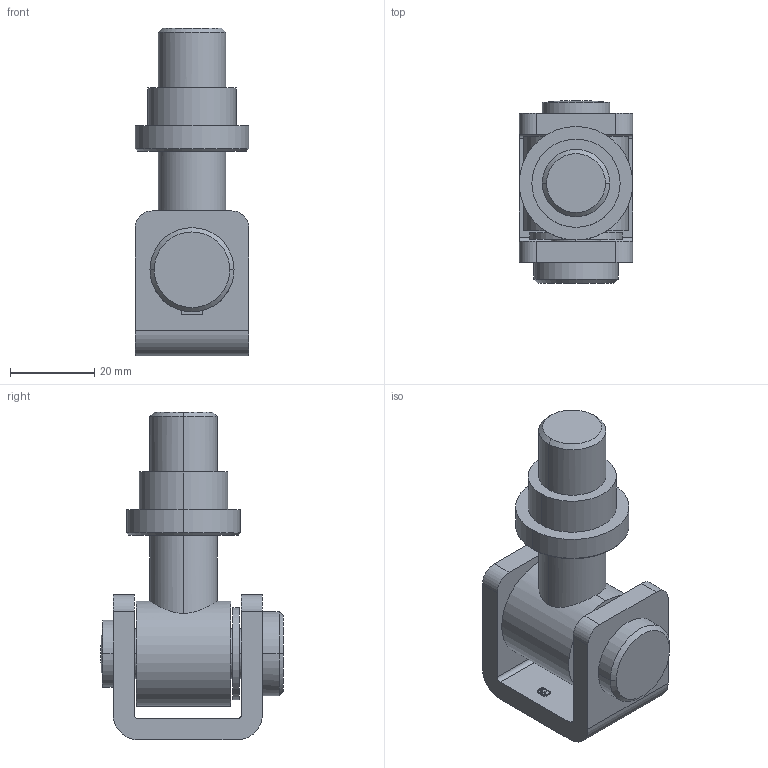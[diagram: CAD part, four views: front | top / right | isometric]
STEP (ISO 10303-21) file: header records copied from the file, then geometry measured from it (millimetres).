
FILE_DESCRIPTION (( 'STEP AP203' ), '1' );
FILE_NAME ('120-M16.step', '2021-07-07T10:51:14', ( '' ), ( '' ), 'SwSTEP 2.0', 'SolidWorks 2018', '' );
FILE_SCHEMA (( 'CONFIG_CONTROL_DESIGN' ));
Length unit declared in the file: millimetre
Products named in the file (13): Torband Teil6; Torband Teil1_120-M16 Teil1; Torband Teil2_120-M16 Teil2; 120-M16; Torband Teil5_120-M16 Teil5; Torband Teil5; Torband Teil6_120-M16 Teil6; Torband Teil1; Torband Teil4_120-M16 Teil4; Torband Teil4; Torband Teil3_120-M16 Teil3; Torband Teil3; Torband Teil2
Assembly tree (6 placements, depth 2):
  Torband Teil6
  120-M16
    Torband Teil1_120-M16 Teil1
    Torband Teil2_120-M16 Teil2
    Torband Teil3_120-M16 Teil3
    Torband Teil4_120-M16 Teil4
    Torband Teil5_120-M16 Teil5
    Torband Teil6_120-M16 Teil6
  Torband Teil5
  Torband Teil1
  Torband Teil4
Bounding box: 27 x 43.47 x 78 mm (x, y, z)
Volume: 38848.7 mm3; surface area: 18228 mm2
Topology: 6 solids, 6 shells, 323 faces, 841 edges, 552 vertices
Faces by surface type: plane 173, bspline 92, cylinder 38, cone 18, sphere 2
Entity records: 15348 total; most frequent: CARTESIAN_POINT 6779, ORIENTED_EDGE 1678, DIRECTION 1234, EDGE_CURVE 839, VERTEX_POINT 552, VECTOR 548, LINE 548, EDGE_LOOP 357
